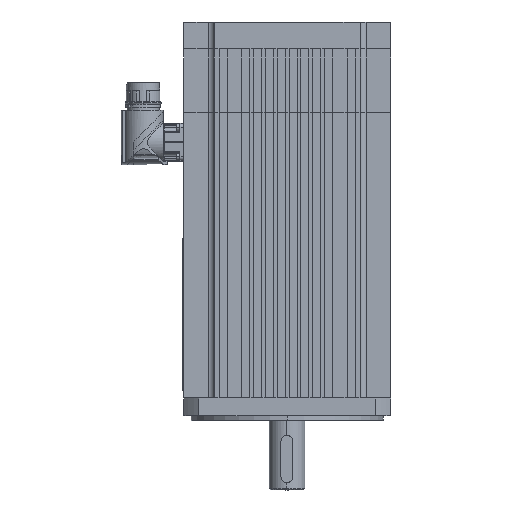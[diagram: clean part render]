
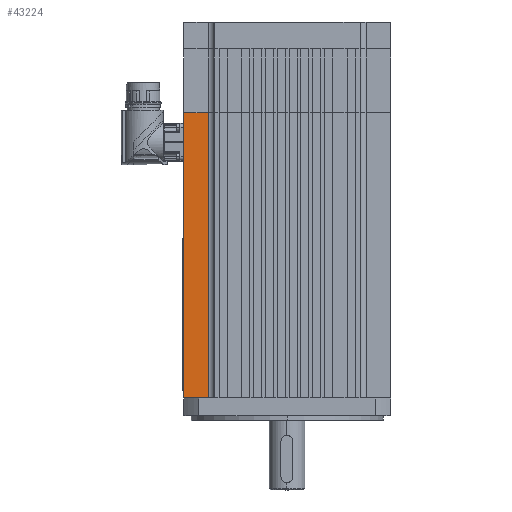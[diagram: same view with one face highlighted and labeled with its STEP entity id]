
A CAD part, left-side view. The second image highlights one B-rep face of the part: STEP entity #43224.
In plain terms, the highlighted face is planar.
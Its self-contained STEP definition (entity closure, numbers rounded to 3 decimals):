
#31713=CARTESIAN_POINT('',(-49.3,70.,193.0));
#31714=VERTEX_POINT('',#31713);
#31737=CARTESIAN_POINT('',(-49.3,53.3,193.0));
#31738=VERTEX_POINT('',#31737);
#31739=CARTESIAN_POINT('',(-49.3,53.3,193.0));
#31740=DIRECTION('',(0.0,1.0,0.0));
#31741=VECTOR('',#31740,16.7);
#31742=LINE('',#31739,#31741);
#31743=EDGE_CURVE('',#31738,#31714,#31742,.T.);
#39034=CARTESIAN_POINT('',(-49.3,53.3,0.0));
#39035=VERTEX_POINT('',#39034);
#39043=CARTESIAN_POINT('',(-49.3,70.,0.0));
#39044=VERTEX_POINT('',#39043);
#39045=CARTESIAN_POINT('',(-49.3,70.,0.0));
#39046=DIRECTION('',(0.0,-1.0,0.0));
#39047=VECTOR('',#39046,16.7);
#39048=LINE('',#39045,#39047);
#39049=EDGE_CURVE('',#39044,#39035,#39048,.T.);
#43197=CARTESIAN_POINT('',(-49.3,53.3,0.0));
#43198=DIRECTION('',(0.0,0.0,1.0));
#43199=VECTOR('',#43198,193.0);
#43200=LINE('',#43197,#43199);
#43201=EDGE_CURVE('',#39035,#31738,#43200,.T.);
#43208=CARTESIAN_POINT('',(-49.3,53.3,0.0));
#43209=DIRECTION('',(-1.0,0.0,0.0));
#43210=DIRECTION('',(0.0,0.0,1.0));
#43211=AXIS2_PLACEMENT_3D('',#43208,#43209,#43210);
#43212=PLANE('',#43211);
#43213=ORIENTED_EDGE('',*,*,#31743,.T.);
#43214=CARTESIAN_POINT('',(-49.3,70.,0.0));
#43215=DIRECTION('',(0.0,0.0,1.0));
#43216=VECTOR('',#43215,193.0);
#43217=LINE('',#43214,#43216);
#43218=EDGE_CURVE('',#39044,#31714,#43217,.T.);
#43219=ORIENTED_EDGE('',*,*,#43218,.F.);
#43220=ORIENTED_EDGE('',*,*,#39049,.T.);
#43221=ORIENTED_EDGE('',*,*,#43201,.T.);
#43222=EDGE_LOOP('',(#43213,#43219,#43220,#43221));
#43223=FACE_OUTER_BOUND('',#43222,.T.);
#43224=ADVANCED_FACE('',(#43223),#43212,.T.);
